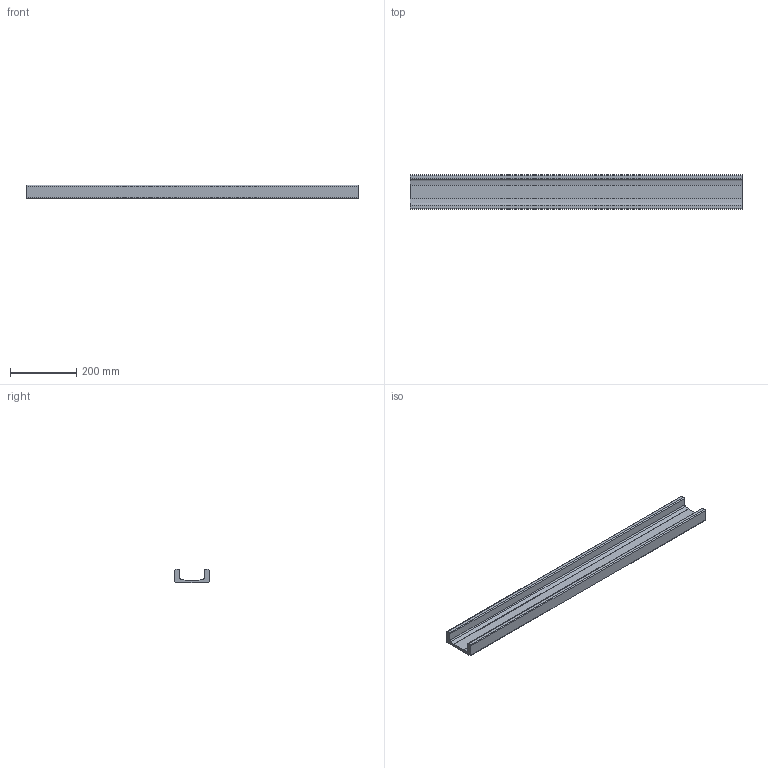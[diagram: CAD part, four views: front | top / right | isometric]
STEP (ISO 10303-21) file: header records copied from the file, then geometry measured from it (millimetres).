
FILE_DESCRIPTION(/* description */ ('Xtra-Strong U-Führungsprofil'),/* implementation_level */ '2;1');
FILE_NAME(/* name */ 'ALFATEC_XUP070.0700.stp',/* time_stamp */ '2020-03-21T16:06:38+01:00',/* author */ ('hipp'),/* organization */ (''),/* preprocessor_version */ 'ST-DEVELOPER v18',/* originating_system */ 'Autodesk Inventor 2020',/* authorisation */ '');
FILE_SCHEMA (('CONFIG_CONTROL_DESIGN'));
Length unit declared in the file: millimetre
Products named in the file (1): XUP 070.0700
Bounding box: 1000 x 103.2 x 40 mm (x, y, z)
Volume: 1777149.3 mm3; surface area: 339139 mm2
Topology: 1 solids, 1 shells, 22 faces, 60 edges, 40 vertices
Faces by surface type: plane 12, cylinder 10
Entity records: 745 total; most frequent: DIRECTION 126, CARTESIAN_POINT 123, ORIENTED_EDGE 120, EDGE_CURVE 60, AXIS2_PLACEMENT_3D 43, LINE 40, VECTOR 40, VERTEX_POINT 40
